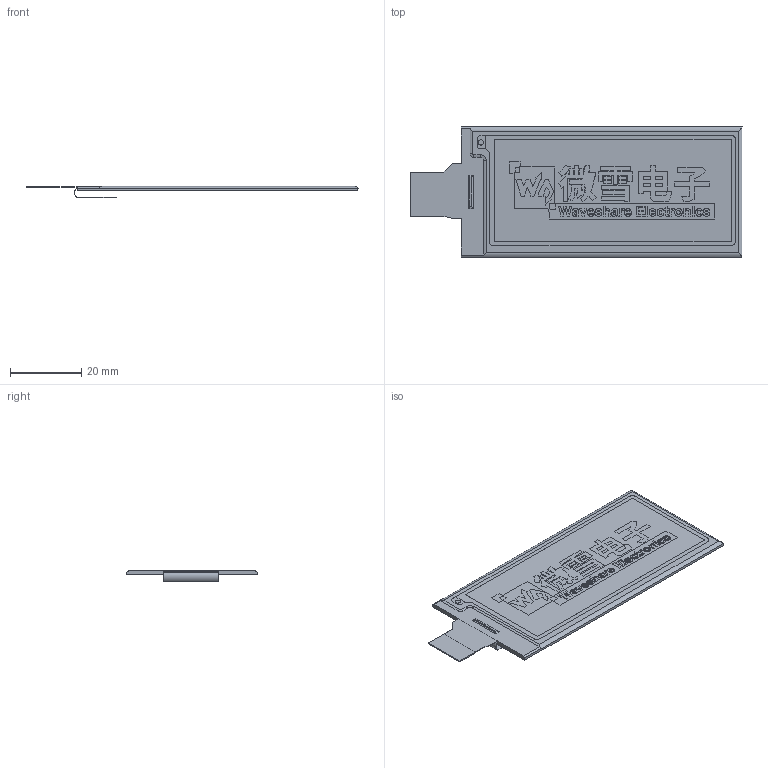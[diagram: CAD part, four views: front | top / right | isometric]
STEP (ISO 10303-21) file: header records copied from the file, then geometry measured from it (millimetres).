
FILE_DESCRIPTION(/* description */ ('','CAx-IF Rec.Pracs.---Representation and Presentation of Product Manufacturing Information (PMI)---4.0---2014-10-13'),/* implementation_level */ '2;1');
FILE_NAME(/* name */ 'Waveshare 2.9 E-ink - Display .step',/* time_stamp */ '2025-01-01T22:32:09+01:00',/* author */ (''),/* organization */ (''),/* preprocessor_version */ 'ST-DEVELOPER v20',/* originating_system */ 'Autodesk Translation Framework v13.20.0.188',/* authorisation */ '');
FILE_SCHEMA (('AP242_MANAGED_MODEL_BASED_3D_ENGINEERING_MIM_LF { 1 0 10303 442 1 1 4 }'));
Length unit declared in the file: millimetre
Products named in the file (1): Waveshare 2.9 E-ink - Display Folded v1
Bounding box: 93.47 x 36.75 x 3.17 mm (x, y, z)
Volume: 3681.8 mm3; surface area: 7025.5 mm2
Topology: 1 solids, 21 shells, 782 faces, 1997 edges, 1333 vertices
Faces by surface type: plane 660, bspline 84, cylinder 38
Full cylindrical faces by diameter (mm): 1.497 x1
Entity records: 27417 total; most frequent: CARTESIAN_POINT 8363, ORIENTED_EDGE 3994, DIRECTION 3301, EDGE_CURVE 1997, LINE 1755, VECTOR 1755, VERTEX_POINT 1333, EDGE_LOOP 870
